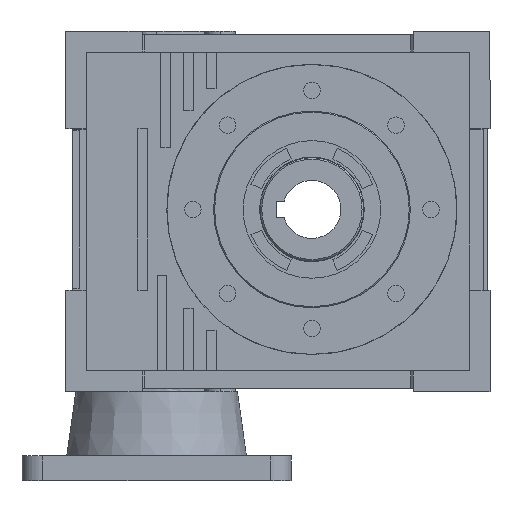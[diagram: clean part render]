
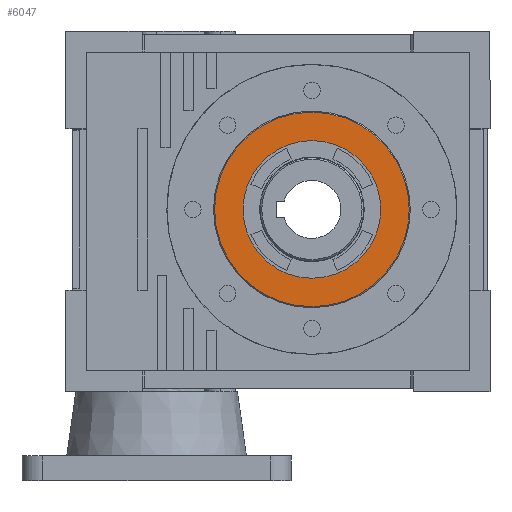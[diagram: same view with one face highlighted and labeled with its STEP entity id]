
A CAD part, left-side view. The second image highlights one B-rep face of the part: STEP entity #6047.
In plain terms, the highlighted planar face has unit normal (-1, 0, 0).
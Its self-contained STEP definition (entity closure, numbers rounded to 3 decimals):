
#189 = ORIENTED_EDGE ( 'NONE', *, *, #15821, .T. ) ;
#984 = EDGE_LOOP ( 'NONE', ( #189, #21040 ) ) ;
#1161 = AXIS2_PLACEMENT_3D ( 'NONE', #8993, #5489, #17635 ) ;
#1634 = VERTEX_POINT ( 'NONE', #16400 ) ;
#1668 = DIRECTION ( 'NONE',  ( 0., 0., -1. ) ) ;
#1692 = EDGE_LOOP ( 'NONE', ( #15963, #3839 ) ) ;
#1750 = FACE_BOUND ( 'NONE', #984, .T. ) ;
#1876 = DIRECTION ( 'NONE',  ( 1., 0., 0. ) ) ;
#3504 = CIRCLE ( 'NONE', #1161, 47. ) ;
#3839 = ORIENTED_EDGE ( 'NONE', *, *, #18538, .T. ) ;
#4114 = AXIS2_PLACEMENT_3D ( 'NONE', #6698, #18843, #1668 ) ;
#5462 = CARTESIAN_POINT ( 'NONE',  ( -60., 0., 0. ) ) ;
#5489 = DIRECTION ( 'NONE',  ( -1., 0., 0. ) ) ;
#6047 = ADVANCED_FACE ( 'NONE', ( #6325, #1750 ), #12163, .T. ) ;
#6325 = FACE_OUTER_BOUND ( 'NONE', #1692, .T. ) ;
#6673 = DIRECTION ( 'NONE',  ( 0., 0., 1. ) ) ;
#6698 = CARTESIAN_POINT ( 'NONE',  ( -60., 0., 0. ) ) ;
#6863 = VERTEX_POINT ( 'NONE', #9767 ) ;
#7060 = VERTEX_POINT ( 'NONE', #15725 ) ;
#7526 = AXIS2_PLACEMENT_3D ( 'NONE', #17374, #13790, #6673 ) ;
#8993 = CARTESIAN_POINT ( 'NONE',  ( -60., 0., 0. ) ) ;
#9767 = CARTESIAN_POINT ( 'NONE',  ( -60., 0., -33.25 ) ) ;
#10209 = VERTEX_POINT ( 'NONE', #11820 ) ;
#11014 = CIRCLE ( 'NONE', #15371, 33.25 ) ;
#11820 = CARTESIAN_POINT ( 'NONE',  ( -60., 0., 33.25 ) ) ;
#12163 = PLANE ( 'NONE',  #4114 ) ;
#12513 = CARTESIAN_POINT ( 'NONE',  ( -60., 0., 0. ) ) ;
#13459 = CIRCLE ( 'NONE', #17698, 33.25 ) ;
#13790 = DIRECTION ( 'NONE',  ( -1., 0., 0. ) ) ;
#14150 = DIRECTION ( 'NONE',  ( 0., 0., -1. ) ) ;
#15371 = AXIS2_PLACEMENT_3D ( 'NONE', #5462, #15843, #14150 ) ;
#15725 = CARTESIAN_POINT ( 'NONE',  ( -60., 0., -47. ) ) ;
#15821 = EDGE_CURVE ( 'NONE', #10209, #6863, #11014, .T. ) ;
#15843 = DIRECTION ( 'NONE',  ( 1., 0., 0. ) ) ;
#15963 = ORIENTED_EDGE ( 'NONE', *, *, #18123, .T. ) ;
#16400 = CARTESIAN_POINT ( 'NONE',  ( -60., 0., 47. ) ) ;
#17374 = CARTESIAN_POINT ( 'NONE',  ( -60., 0., 0. ) ) ;
#17615 = DIRECTION ( 'NONE',  ( 0., 0., -1. ) ) ;
#17635 = DIRECTION ( 'NONE',  ( 0., 0., 1. ) ) ;
#17698 = AXIS2_PLACEMENT_3D ( 'NONE', #12513, #1876, #17615 ) ;
#18123 = EDGE_CURVE ( 'NONE', #7060, #1634, #3504, .T. ) ;
#18538 = EDGE_CURVE ( 'NONE', #1634, #7060, #18910, .T. ) ;
#18843 = DIRECTION ( 'NONE',  ( -1., 0., 0. ) ) ;
#18897 = EDGE_CURVE ( 'NONE', #6863, #10209, #13459, .T. ) ;
#18910 = CIRCLE ( 'NONE', #7526, 47. ) ;
#21040 = ORIENTED_EDGE ( 'NONE', *, *, #18897, .T. ) ;
